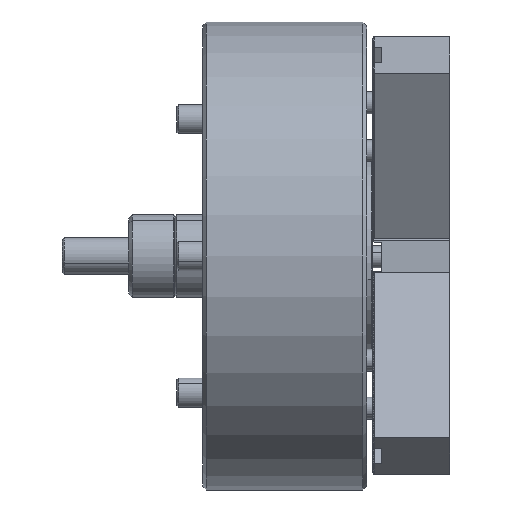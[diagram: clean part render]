
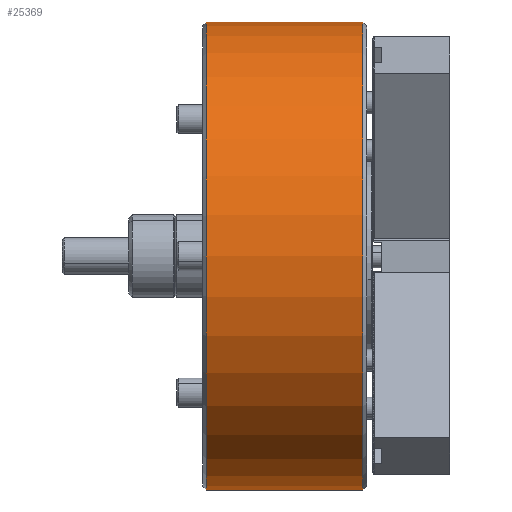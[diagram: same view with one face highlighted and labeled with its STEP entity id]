
A CAD part, front view. The second image highlights one B-rep face of the part: STEP entity #25369.
In plain terms, the highlighted cylindrical face has radius 127 mm (diameter 254 mm), a partial arc.
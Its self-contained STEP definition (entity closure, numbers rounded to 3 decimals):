
#158 = ORIENTED_EDGE ( 'NONE', *, *, #16571, .T. ) ;
#1522 = VECTOR ( 'NONE', #10404, 1000. ) ;
#1610 = DIRECTION ( 'NONE',  ( -1., 0., 0. ) ) ;
#1869 = DIRECTION ( 'NONE',  ( -1., 0., 0. ) ) ;
#3083 = ORIENTED_EDGE ( 'NONE', *, *, #23226, .T. ) ;
#3807 = EDGE_CURVE ( 'NONE', #19425, #16015, #26694, .T. ) ;
#3808 = ORIENTED_EDGE ( 'NONE', *, *, #15619, .T. ) ;
#5123 = AXIS2_PLACEMENT_3D ( 'NONE', #16412, #1869, #6041 ) ;
#6041 = DIRECTION ( 'NONE',  ( 0., 0., 1. ) ) ;
#6201 = ORIENTED_EDGE ( 'NONE', *, *, #3807, .F. ) ;
#6319 = VERTEX_POINT ( 'NONE', #23961 ) ;
#6324 = VERTEX_POINT ( 'NONE', #26088 ) ;
#6400 = LINE ( 'NONE', #22935, #1522 ) ;
#8358 = CARTESIAN_POINT ( 'NONE',  ( 2., 0., -127. ) ) ;
#8416 = CARTESIAN_POINT ( 'NONE',  ( 2., 0., 0. ) ) ;
#8559 = AXIS2_PLACEMENT_3D ( 'NONE', #8416, #23083, #10548 ) ;
#10404 = DIRECTION ( 'NONE',  ( -1., 0., 0. ) ) ;
#10548 = DIRECTION ( 'NONE',  ( 0., 0., -1. ) ) ;
#10932 = DIRECTION ( 'NONE',  ( -1., 0., 0. ) ) ;
#11689 = CARTESIAN_POINT ( 'NONE',  ( 87., 0., -127. ) ) ;
#13180 = CYLINDRICAL_SURFACE ( 'NONE', #5123, 127. ) ;
#14158 = CARTESIAN_POINT ( 'NONE',  ( 87., 0., 0. ) ) ;
#14828 = VECTOR ( 'NONE', #10932, 1000. ) ;
#15619 = EDGE_CURVE ( 'NONE', #19425, #6324, #17075, .T. ) ;
#16015 = VERTEX_POINT ( 'NONE', #8358 ) ;
#16240 = DIRECTION ( 'NONE',  ( 0., 0., 1. ) ) ;
#16412 = CARTESIAN_POINT ( 'NONE',  ( -6.508, 0., 0. ) ) ;
#16571 = EDGE_CURVE ( 'NONE', #6319, #16015, #19315, .T. ) ;
#17075 = CIRCLE ( 'NONE', #25228, 127. ) ;
#19315 = CIRCLE ( 'NONE', #8559, 127. ) ;
#19425 = VERTEX_POINT ( 'NONE', #11689 ) ;
#20049 = FACE_OUTER_BOUND ( 'NONE', #24753, .T. ) ;
#22935 = CARTESIAN_POINT ( 'NONE',  ( -6.508, 0., 127. ) ) ;
#23083 = DIRECTION ( 'NONE',  ( 1., 0., 0. ) ) ;
#23226 = EDGE_CURVE ( 'NONE', #6324, #6319, #6400, .T. ) ;
#23961 = CARTESIAN_POINT ( 'NONE',  ( 2., 0., 127. ) ) ;
#24753 = EDGE_LOOP ( 'NONE', ( #6201, #3808, #3083, #158 ) ) ;
#25228 = AXIS2_PLACEMENT_3D ( 'NONE', #14158, #1610, #16240 ) ;
#25369 = ADVANCED_FACE ( 'NONE', ( #20049 ), #13180, .T. ) ;
#26088 = CARTESIAN_POINT ( 'NONE',  ( 87., 0., 127. ) ) ;
#26694 = LINE ( 'NONE', #27161, #14828 ) ;
#27161 = CARTESIAN_POINT ( 'NONE',  ( -6.508, 0., -127. ) ) ;
